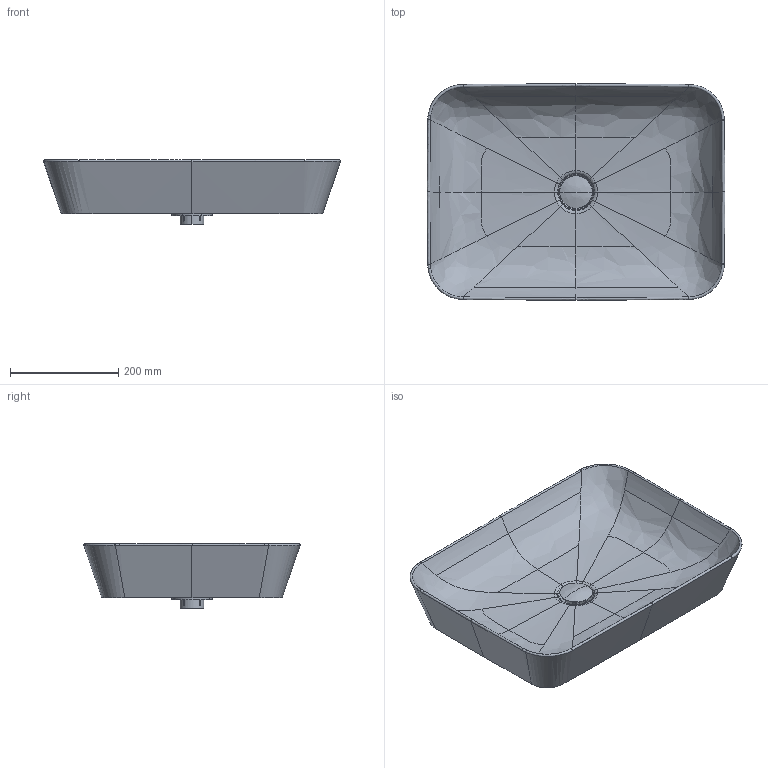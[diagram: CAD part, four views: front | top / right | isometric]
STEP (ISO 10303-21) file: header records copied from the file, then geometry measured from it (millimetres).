
FILE_DESCRIPTION(/* description */ (''),/* implementation_level */ '2;1');
FILE_NAME(/* name */ '234755',/* time_stamp */ '2018-10-17T15:13:44+02:00',/* author */ (''),/* organization */ (''),/* preprocessor_version */ 'ST-DEVELOPER v15',/* originating_system */ '',/* authorisation */ '');
FILE_SCHEMA (('AUTOMOTIVE_DESIGN'));
Length unit declared in the file: millimetre
Products named in the file (1): Document
Bounding box: 549.99 x 399.99 x 118.75 mm (x, y, z)
Volume: 4850890 mm3; surface area: 645962.9 mm2
Topology: 3 solids, 3 shells, 224 faces, 734 edges, 515 vertices
Faces by surface type: bspline 224
Entity records: 62522 total; most frequent: CARTESIAN_POINT 53153, B_SPLINE_CURVE_WITH_KNOTS 2074, ORIENTED_EDGE 1464, PCURVE 1464, DEFINITIONAL_REPRESENTATION 1464, SURFACE_CURVE 732, EDGE_CURVE 732, VERTEX_POINT 515
